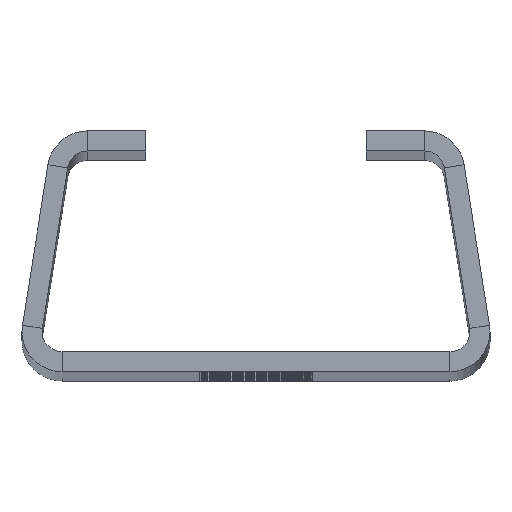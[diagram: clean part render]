
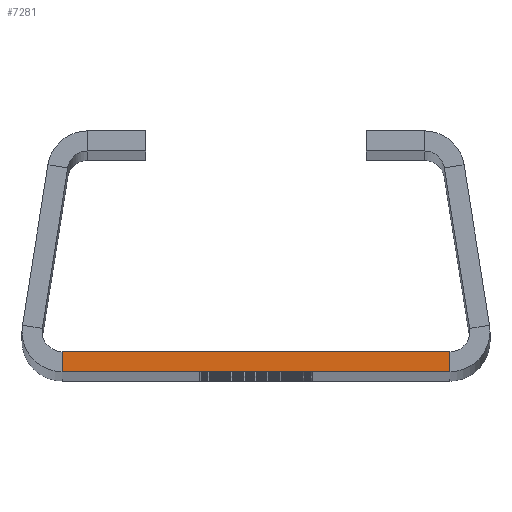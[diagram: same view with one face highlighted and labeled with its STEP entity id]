
A CAD part, top view. The second image highlights one B-rep face of the part: STEP entity #7281.
In plain terms, the highlighted planar face has unit normal (0, 0, 1).
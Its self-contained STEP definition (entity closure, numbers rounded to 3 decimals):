
#70 = VERTEX_POINT ( 'NONE', #880 ) ;
#146 = VERTEX_POINT ( 'NONE', #3835 ) ;
#769 = FACE_OUTER_BOUND ( 'NONE', #1372, .T. ) ;
#829 = VECTOR ( 'NONE', #4797, 1000. ) ;
#880 = CARTESIAN_POINT ( 'NONE',  ( -14.487, 0., 400. ) ) ;
#1265 = VERTEX_POINT ( 'NONE', #5031 ) ;
#1372 = EDGE_LOOP ( 'NONE', ( #3328, #2883, #2977, #3793 ) ) ;
#1524 = PLANE ( 'NONE',  #8653 ) ;
#1537 = EDGE_CURVE ( 'NONE', #146, #1265, #5514, .T. ) ;
#1756 = CARTESIAN_POINT ( 'NONE',  ( -14.487, 1.5, 400. ) ) ;
#2196 = CARTESIAN_POINT ( 'NONE',  ( 15.969, 3.235, 400. ) ) ;
#2225 = DIRECTION ( 'NONE',  ( 0., 0., 1. ) ) ;
#2338 = VECTOR ( 'NONE', #2453, 1000. ) ;
#2453 = DIRECTION ( 'NONE',  ( 0., -1., 0. ) ) ;
#2883 = ORIENTED_EDGE ( 'NONE', *, *, #1537, .T. ) ;
#2977 = ORIENTED_EDGE ( 'NONE', *, *, #4563, .F. ) ;
#3328 = ORIENTED_EDGE ( 'NONE', *, *, #8060, .T. ) ;
#3360 = LINE ( 'NONE', #4144, #6836 ) ;
#3671 = CARTESIAN_POINT ( 'NONE',  ( -14.487, 1.5, 400. ) ) ;
#3707 = CARTESIAN_POINT ( 'NONE',  ( 14.487, 0., 400. ) ) ;
#3793 = ORIENTED_EDGE ( 'NONE', *, *, #6285, .T. ) ;
#3835 = CARTESIAN_POINT ( 'NONE',  ( 14.487, 0., 400. ) ) ;
#4144 = CARTESIAN_POINT ( 'NONE',  ( -18., 0., 400. ) ) ;
#4394 = DIRECTION ( 'NONE',  ( 0., 1., 0. ) ) ;
#4563 = EDGE_CURVE ( 'NONE', #6136, #1265, #6176, .T. ) ;
#4797 = DIRECTION ( 'NONE',  ( 1., 0., 0. ) ) ;
#5031 = CARTESIAN_POINT ( 'NONE',  ( 14.487, 1.5, 400. ) ) ;
#5514 = LINE ( 'NONE', #3707, #8915 ) ;
#5828 = LINE ( 'NONE', #1756, #2338 ) ;
#6136 = VERTEX_POINT ( 'NONE', #3671 ) ;
#6176 = LINE ( 'NONE', #8879, #829 ) ;
#6285 = EDGE_CURVE ( 'NONE', #6136, #70, #5828, .T. ) ;
#6836 = VECTOR ( 'NONE', #8265, 1000. ) ;
#7061 = DIRECTION ( 'NONE',  ( 1., 0., 0. ) ) ;
#7281 = ADVANCED_FACE ( 'NONE', ( #769 ), #1524, .T. ) ;
#8060 = EDGE_CURVE ( 'NONE', #70, #146, #3360, .T. ) ;
#8265 = DIRECTION ( 'NONE',  ( 1., 0., 0. ) ) ;
#8653 = AXIS2_PLACEMENT_3D ( 'NONE', #2196, #2225, #7061 ) ;
#8879 = CARTESIAN_POINT ( 'NONE',  ( -18., 1.5, 400. ) ) ;
#8915 = VECTOR ( 'NONE', #4394, 1000. ) ;
